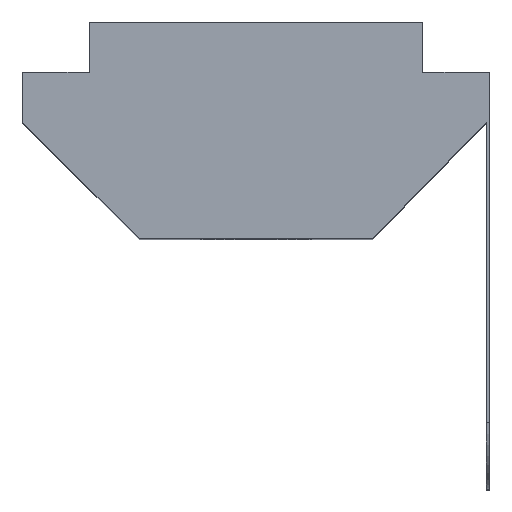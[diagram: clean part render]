
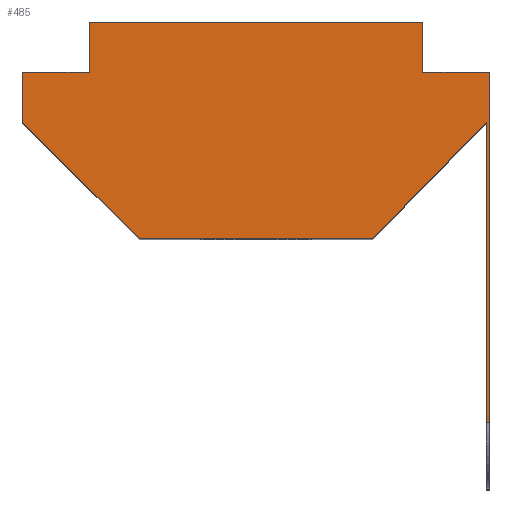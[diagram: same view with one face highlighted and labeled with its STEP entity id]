
A CAD part, top view. The second image highlights one B-rep face of the part: STEP entity #485.
In plain terms, the highlighted planar face has unit normal (0, 0, 1).
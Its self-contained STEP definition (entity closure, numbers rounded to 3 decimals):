
#30=PLANE('',#544);
#49=FACE_OUTER_BOUND('',#76,.T.);
#76=EDGE_LOOP('',(#404,#405,#406,#407,#408,#409,#410,#411,#412,#413,#414,
#415));
#91=LINE('',#708,#146);
#101=LINE('',#751,#156);
#109=LINE('',#765,#164);
#113=LINE('',#772,#168);
#116=LINE('',#778,#171);
#119=LINE('',#784,#174);
#122=LINE('',#790,#177);
#125=LINE('',#796,#180);
#128=LINE('',#802,#183);
#131=LINE('',#808,#186);
#133=LINE('',#811,#188);
#134=LINE('',#813,#189);
#146=VECTOR('',#571,1000.);
#156=VECTOR('',#605,1000.);
#164=VECTOR('',#619,1000.);
#168=VECTOR('',#625,1000.);
#171=VECTOR('',#630,1000.);
#174=VECTOR('',#635,1000.);
#177=VECTOR('',#640,1000.);
#180=VECTOR('',#645,1000.);
#183=VECTOR('',#650,1000.);
#186=VECTOR('',#655,1000.);
#188=VECTOR('',#659,1000.);
#189=VECTOR('',#662,1000.);
#217=VERTEX_POINT('',#705);
#218=VERTEX_POINT('',#707);
#238=VERTEX_POINT('',#748);
#239=VERTEX_POINT('',#750);
#242=VERTEX_POINT('',#764);
#244=VERTEX_POINT('',#770);
#246=VERTEX_POINT('',#776);
#248=VERTEX_POINT('',#782);
#250=VERTEX_POINT('',#788);
#252=VERTEX_POINT('',#794);
#254=VERTEX_POINT('',#800);
#256=VERTEX_POINT('',#806);
#264=EDGE_CURVE('',#217,#218,#91,.T.);
#285=EDGE_CURVE('',#239,#238,#101,.T.);
#293=EDGE_CURVE('',#239,#242,#109,.T.);
#297=EDGE_CURVE('',#217,#244,#113,.T.);
#300=EDGE_CURVE('',#244,#246,#116,.T.);
#303=EDGE_CURVE('',#246,#248,#119,.T.);
#306=EDGE_CURVE('',#248,#250,#122,.T.);
#309=EDGE_CURVE('',#250,#252,#125,.T.);
#312=EDGE_CURVE('',#252,#254,#128,.T.);
#315=EDGE_CURVE('',#256,#254,#131,.T.);
#317=EDGE_CURVE('',#256,#242,#133,.T.);
#318=EDGE_CURVE('',#238,#218,#134,.T.);
#404=ORIENTED_EDGE('',*,*,#285,.T.);
#405=ORIENTED_EDGE('',*,*,#318,.T.);
#406=ORIENTED_EDGE('',*,*,#264,.F.);
#407=ORIENTED_EDGE('',*,*,#297,.T.);
#408=ORIENTED_EDGE('',*,*,#300,.T.);
#409=ORIENTED_EDGE('',*,*,#303,.T.);
#410=ORIENTED_EDGE('',*,*,#306,.T.);
#411=ORIENTED_EDGE('',*,*,#309,.T.);
#412=ORIENTED_EDGE('',*,*,#312,.T.);
#413=ORIENTED_EDGE('',*,*,#315,.F.);
#414=ORIENTED_EDGE('',*,*,#317,.T.);
#415=ORIENTED_EDGE('',*,*,#293,.F.);
#485=ADVANCED_FACE('',(#49),#30,.F.);
#544=AXIS2_PLACEMENT_3D('',#812,#660,#661);
#571=DIRECTION('',(0.,-1.,0.));
#605=DIRECTION('',(0.,-1.,0.));
#619=DIRECTION('',(-0.697,-0.717,0.));
#625=DIRECTION('',(-1.,0.,0.));
#630=DIRECTION('',(0.,1.,0.));
#635=DIRECTION('',(-1.,0.,0.));
#640=DIRECTION('',(0.,-1.,0.));
#645=DIRECTION('',(-1.,0.,0.));
#650=DIRECTION('',(0.,-1.,0.));
#655=DIRECTION('',(-0.707,0.707,0.));
#659=DIRECTION('',(1.,0.,0.));
#660=DIRECTION('center_axis',(0.,0.,-1.));
#661=DIRECTION('ref_axis',(-1.,0.,0.));
#662=DIRECTION('',(1.,0.,0.));
#705=CARTESIAN_POINT('',(14.,0.,20.));
#707=CARTESIAN_POINT('',(14.,-10.5,20.));
#708=CARTESIAN_POINT('',(14.,0.,20.));
#748=CARTESIAN_POINT('',(13.9,-10.5,20.));
#750=CARTESIAN_POINT('',(13.9,-1.5,20.));
#751=CARTESIAN_POINT('',(13.9,0.,20.));
#764=CARTESIAN_POINT('',(10.5,-5.,20.));
#765=CARTESIAN_POINT('',(2.037,-13.712,20.));
#770=CARTESIAN_POINT('',(12.,0.,20.));
#772=CARTESIAN_POINT('',(-7.882,0.,20.));
#776=CARTESIAN_POINT('',(12.,1.5,20.));
#778=CARTESIAN_POINT('',(12.,-4.076,20.));
#782=CARTESIAN_POINT('',(2.,1.5,20.));
#784=CARTESIAN_POINT('',(-7.882,1.5,20.));
#788=CARTESIAN_POINT('',(2.,0.,20.));
#790=CARTESIAN_POINT('',(2.,-4.076,20.));
#794=CARTESIAN_POINT('',(0.,0.,20.));
#796=CARTESIAN_POINT('',(-7.882,0.,20.));
#800=CARTESIAN_POINT('',(0.,-1.5,20.));
#802=CARTESIAN_POINT('',(0.,-4.076,20.));
#806=CARTESIAN_POINT('',(3.5,-5.,20.));
#808=CARTESIAN_POINT('',(-2.653,1.153,20.));
#811=CARTESIAN_POINT('',(-7.882,-5.,20.));
#812=CARTESIAN_POINT('Origin',(-7.882,-4.076,20.));
#813=CARTESIAN_POINT('',(13.9,-10.5,20.));
